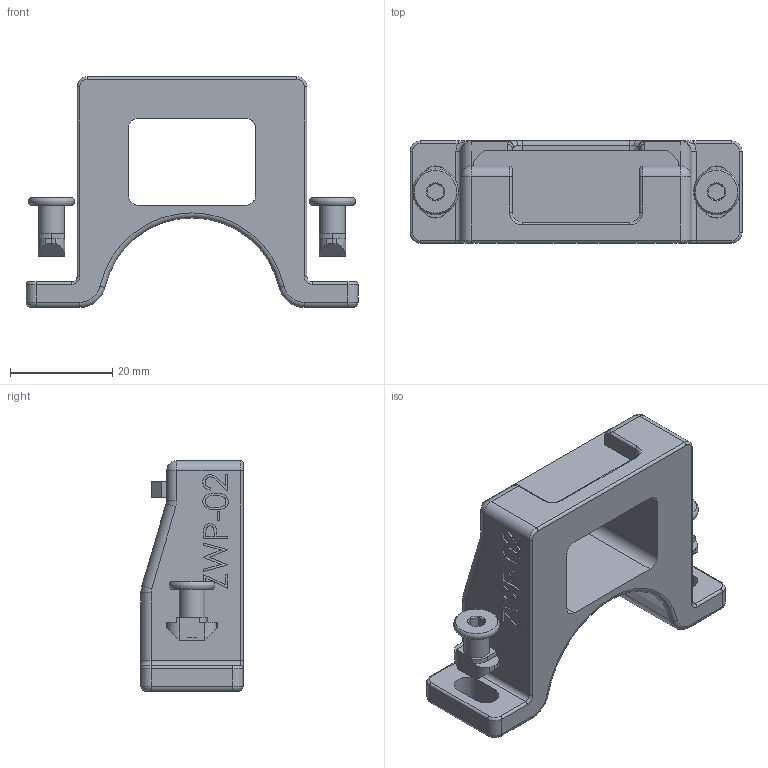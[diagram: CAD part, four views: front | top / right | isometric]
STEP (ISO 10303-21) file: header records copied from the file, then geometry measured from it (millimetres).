
FILE_DESCRIPTION(/* description */ (''),/* implementation_level */ '2;1');
FILE_NAME(/* name */ 'ooze_wiper_assembly_mar_7_2020 v3.step',/* time_stamp */ '2021-03-27T22:09:27+01:00',/* author */ (''),/* organization */ (''),/* preprocessor_version */ 'ST-DEVELOPER v18.1',/* originating_system */ 'Autodesk Translation Framework v9.10.0.1330',/* authorisation */ '');
FILE_SCHEMA (('AUTOMOTIVE_DESIGN { 1 0 10303 214 3 1 1 }'));
Length unit declared in the file: millimetre
Products named in the file (6): ooze_wiper_assembly_mar_7_2020; ooze_wiper_v1; m5_locking_t_nut_20x20_generic; m5_low_profile_screw_template_M5 x 10; silicone_wiper; Composant5
Assembly tree (7 placements, depth 2):
  ooze_wiper_assembly_mar_7_2020
    m5_low_profile_screw_template_M5 x 10  x2
    ooze_wiper_v1
    m5_locking_t_nut_20x20_generic  x2
    silicone_wiper
    Composant5
Bounding box: 65 x 20 x 45.17 mm (x, y, z)
Volume: 20798.1 mm3; surface area: 10665.9 mm2
Topology: 6 solids, 6 shells, 302 faces, 733 edges, 452 vertices
Faces by surface type: plane 145, cylinder 80, bspline 31, torus 30, cone 14, sphere 2
Full cylindrical faces by diameter (mm): 4.2 x2, 5 x2
Entity records: 9496 total; most frequent: CARTESIAN_POINT 3120, ORIENTED_EDGE 1294, DIRECTION 1286, EDGE_CURVE 647, AXIS2_PLACEMENT_3D 446, VERTEX_POINT 398, LINE 394, VECTOR 394
